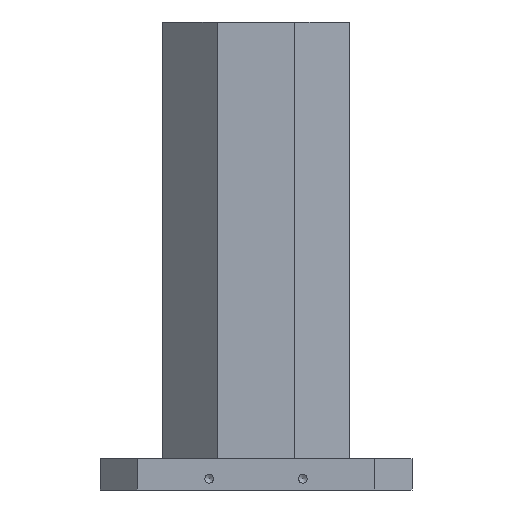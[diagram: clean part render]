
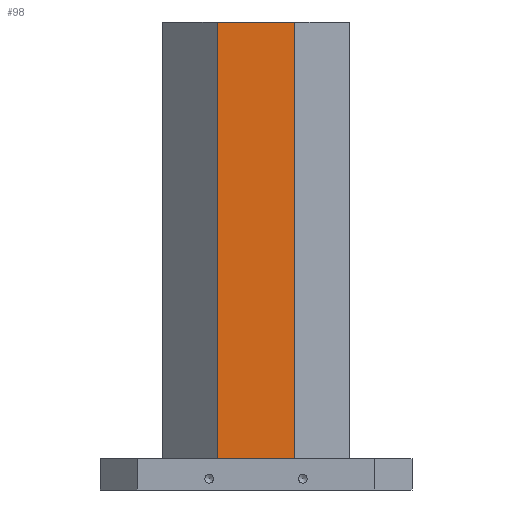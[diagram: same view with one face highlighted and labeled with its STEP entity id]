
A CAD part, front view. The second image highlights one B-rep face of the part: STEP entity #98.
In plain terms, the highlighted planar face has unit normal (0, -1, 0).
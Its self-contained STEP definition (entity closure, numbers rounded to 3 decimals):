
#98 = ADVANCED_FACE( '', ( #278 ), #279, .T. );
#278 = FACE_OUTER_BOUND( '', #645, .T. );
#279 = PLANE( '', #646 );
#645 = EDGE_LOOP( '', ( #1230, #1231, #1232, #1233 ) );
#646 = AXIS2_PLACEMENT_3D( '', #1234, #1235, #1236 );
#1230 = ORIENTED_EDGE( '', *, *, #2226, .T. );
#1231 = ORIENTED_EDGE( '', *, *, #2227, .T. );
#1232 = ORIENTED_EDGE( '', *, *, #2228, .T. );
#1233 = ORIENTED_EDGE( '', *, *, #2229, .F. );
#1234 = CARTESIAN_POINT( '', ( 62.132, -150., 750. ) );
#1235 = DIRECTION( '', ( 0., -1., 0. ) );
#1236 = DIRECTION( '', ( 1., 0., 0. ) );
#2226 = EDGE_CURVE( '', #2721, #2722, #2723, .T. );
#2227 = EDGE_CURVE( '', #2722, #2724, #2725, .T. );
#2228 = EDGE_CURVE( '', #2724, #2726, #2727, .T. );
#2229 = EDGE_CURVE( '', #2721, #2726, #2728, .T. );
#2721 = VERTEX_POINT( '', #3408 );
#2722 = VERTEX_POINT( '', #3409 );
#2723 = LINE( '', #3410, #3411 );
#2724 = VERTEX_POINT( '', #3412 );
#2725 = LINE( '', #3413, #3414 );
#2726 = VERTEX_POINT( '', #3415 );
#2727 = LINE( '', #3416, #3417 );
#2728 = LINE( '', #3418, #3419 );
#3408 = CARTESIAN_POINT( '', ( 62.132, -150., 750. ) );
#3409 = CARTESIAN_POINT( '', ( -62.132, -150., 750. ) );
#3410 = CARTESIAN_POINT( '', ( 62.132, -150., 750. ) );
#3411 = VECTOR( '', #3986, 1000. );
#3412 = CARTESIAN_POINT( '', ( -62.132, -150., 50. ) );
#3413 = CARTESIAN_POINT( '', ( -62.132, -150., 750. ) );
#3414 = VECTOR( '', #3987, 1000. );
#3415 = CARTESIAN_POINT( '', ( 62.132, -150., 50. ) );
#3416 = CARTESIAN_POINT( '', ( -250., -150., 50. ) );
#3417 = VECTOR( '', #3988, 1000. );
#3418 = CARTESIAN_POINT( '', ( 62.132, -150., 750. ) );
#3419 = VECTOR( '', #3989, 1000. );
#3986 = DIRECTION( '', ( -1., 0., 0. ) );
#3987 = DIRECTION( '', ( 0., 0., -1. ) );
#3988 = DIRECTION( '', ( 1., 0., 0. ) );
#3989 = DIRECTION( '', ( 0., 0., -1. ) );
